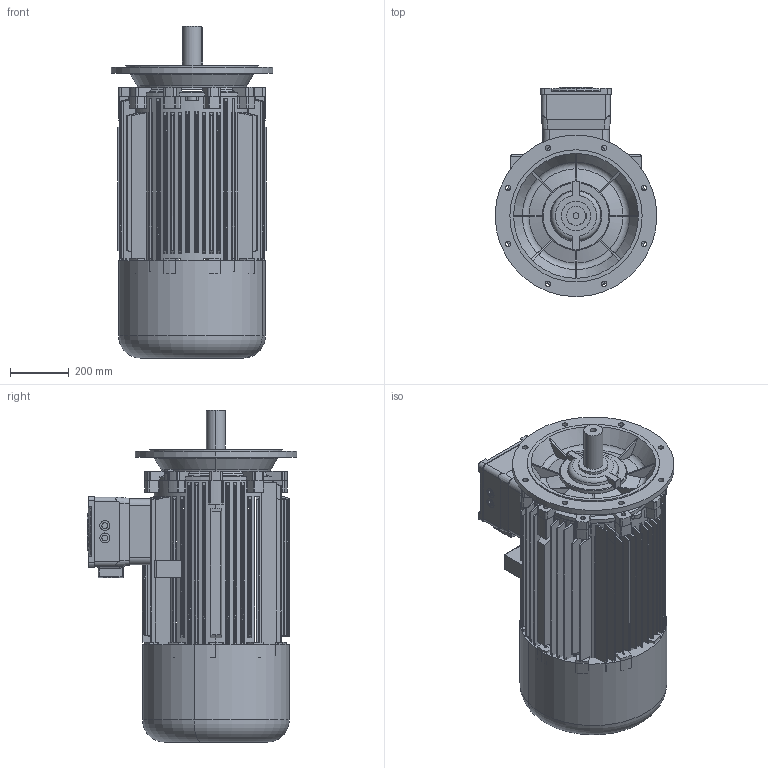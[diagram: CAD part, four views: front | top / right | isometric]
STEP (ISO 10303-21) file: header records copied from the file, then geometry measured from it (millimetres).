
FILE_DESCRIPTION (( 'STEP AP214' ), '1' );
FILE_NAME ('IE3-ASA-250-M-B5.STEP', '2021-02-02T10:19:12', ( '' ), ( '' ), 'SwSTEP 2.0', 'SolidWorks 2016', '' );
FILE_SCHEMA (( 'AUTOMOTIVE_DESIGN' ));
Length unit declared in the file: millimetre
Products named in the file (1): IE3-ASA-250-M-B5
Bounding box: 550 x 713 x 1130 mm (x, y, z)
Surface area: 4572374.4 mm2 (no closed solid volume)
Topology: 0 solids, 6 shells, 992 faces, 3186 edges, 2170 vertices
Faces by surface type: cylinder 465, plane 389, cone 95, torus 37, sphere 4, bspline 2
Entity records: 50944 total; most frequent: CARTESIAN_POINT 12446, ORIENTED_EDGE 5685, DIRECTION 5639, EDGE_CURVE 3182, VERTEX_POINT 2170, AXIS2_PLACEMENT_3D 2114, VECTOR 1411, LINE 1411
